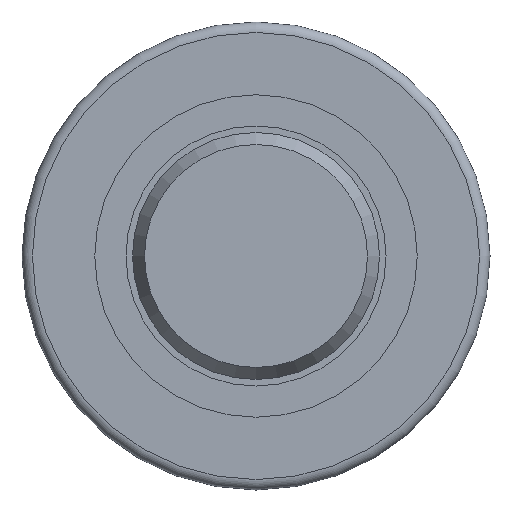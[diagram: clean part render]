
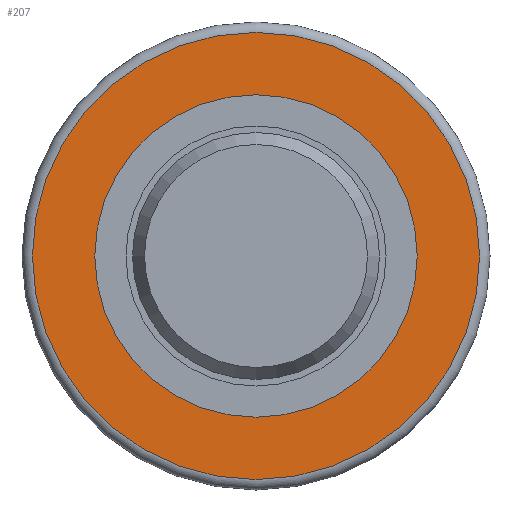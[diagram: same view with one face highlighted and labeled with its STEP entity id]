
A CAD part, left-side view. The second image highlights one B-rep face of the part: STEP entity #207.
In plain terms, the highlighted planar face has unit normal (-1, 0, 0).
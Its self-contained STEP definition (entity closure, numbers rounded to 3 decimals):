
#30=FACE_BOUND($,#72,.T.);
#31=FACE_BOUND($,#73,.T.);
#72=EDGE_LOOP($,(#174));
#73=EDGE_LOOP($,(#175));
#104=CIRCLE($,#237,86.);
#105=CIRCLE($,#239,62.);
#122=VERTEX_POINT($,#361);
#123=VERTEX_POINT($,#364);
#142=EDGE_CURVE($,#122,#122,#104,.T.);
#143=EDGE_CURVE($,#123,#123,#105,.T.);
#174=ORIENTED_EDGE($,*,*,#143,.T.);
#175=ORIENTED_EDGE($,*,*,#142,.F.);
#192=PLANE($,#238);
#207=ADVANCED_FACE($,(#30,#31),#192,.T.);
#237=AXIS2_PLACEMENT_3D($,#362,#296,#297);
#238=AXIS2_PLACEMENT_3D($,#363,#298,#299);
#239=AXIS2_PLACEMENT_3D($,#365,#300,#301);
#296=DIRECTION('center_axis',(1.,0.,0.));
#297=DIRECTION('ref_axis',(0.,-1.,0.));
#298=DIRECTION('center_axis',(-1.,0.,0.));
#299=DIRECTION('ref_axis',(0.,0.,1.));
#300=DIRECTION('center_axis',(1.,0.,0.));
#301=DIRECTION('ref_axis',(0.,1.,0.));
#361=CARTESIAN_POINT('',(31.9,86.,0.));
#362=CARTESIAN_POINT('Origin',(31.9,0.,0.));
#363=CARTESIAN_POINT('Origin',(31.9,76.,0.));
#364=CARTESIAN_POINT('',(31.9,62.,0.));
#365=CARTESIAN_POINT('Origin',(31.9,0.,0.));
